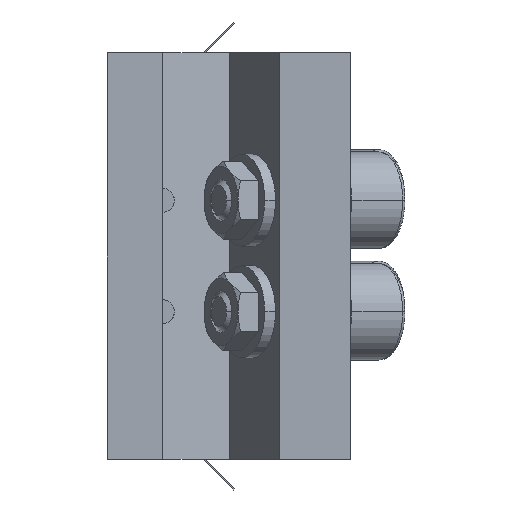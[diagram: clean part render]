
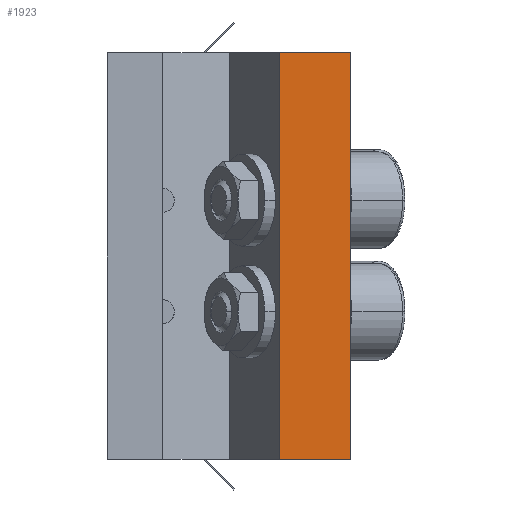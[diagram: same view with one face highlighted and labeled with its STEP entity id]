
A CAD part, left-side view. The second image highlights one B-rep face of the part: STEP entity #1923.
In plain terms, the highlighted planar face has unit normal (-1, 0, 0).
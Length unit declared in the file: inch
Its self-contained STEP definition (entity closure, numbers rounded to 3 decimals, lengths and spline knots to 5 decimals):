
#92 = PLANE ( 'NONE',  #9782 ) ;
#106 = CARTESIAN_POINT ( 'NONE',  ( -1.375, 0.06417, 1.3125 ) ) ;
#164 = ORIENTED_EDGE ( 'NONE', *, *, #9483, .F. ) ;
#493 = EDGE_LOOP ( 'NONE', ( #5665, #164, #2520, #14833 ) ) ;
#1223 = VERTEX_POINT ( 'NONE', #6249 ) ;
#1345 = LINE ( 'NONE', #8314, #11820 ) ;
#1923 = ADVANCED_FACE ( 'NONE', ( #12204 ), #92, .T. ) ;
#2209 = LINE ( 'NONE', #8842, #4926 ) ;
#2520 = ORIENTED_EDGE ( 'NONE', *, *, #16605, .T. ) ;
#3138 = VERTEX_POINT ( 'NONE', #7088 ) ;
#4926 = VECTOR ( 'NONE', #10256, 39.37008 ) ;
#5493 = CARTESIAN_POINT ( 'NONE',  ( -1.375, 0.06417, -1.3125 ) ) ;
#5665 = ORIENTED_EDGE ( 'NONE', *, *, #11517, .F. ) ;
#6061 = CARTESIAN_POINT ( 'NONE',  ( -1.375, -0.393, 1.3125 ) ) ;
#6249 = CARTESIAN_POINT ( 'NONE',  ( -1.375, -0.393, -1.3125 ) ) ;
#6693 = VERTEX_POINT ( 'NONE', #6061 ) ;
#6738 = DIRECTION ( 'NONE',  ( 0., 0., 1. ) ) ;
#7088 = CARTESIAN_POINT ( 'NONE',  ( -1.375, 0.06417, 1.3125 ) ) ;
#7449 = CARTESIAN_POINT ( 'NONE',  ( -1.375, 0.06417, -1.3125 ) ) ;
#7740 = CARTESIAN_POINT ( 'NONE',  ( -1.375, 0.06417, -1.3125 ) ) ;
#7915 = LINE ( 'NONE', #7740, #14379 ) ;
#8314 = CARTESIAN_POINT ( 'NONE',  ( -1.375, -0.393, -1.3125 ) ) ;
#8842 = CARTESIAN_POINT ( 'NONE',  ( -1.375, 0.06417, -1.3125 ) ) ;
#9004 = VERTEX_POINT ( 'NONE', #7449 ) ;
#9483 = EDGE_CURVE ( 'NONE', #9004, #3138, #2209, .T. ) ;
#9560 = DIRECTION ( 'NONE',  ( -1., 0., 0. ) ) ;
#9782 = AXIS2_PLACEMENT_3D ( 'NONE', #5493, #9560, #14949 ) ;
#10256 = DIRECTION ( 'NONE',  ( 0., 0., 1. ) ) ;
#10727 = DIRECTION ( 'NONE',  ( 0., -1., 0. ) ) ;
#11517 = EDGE_CURVE ( 'NONE', #3138, #6693, #12215, .T. ) ;
#11820 = VECTOR ( 'NONE', #6738, 39.37008 ) ;
#12204 = FACE_OUTER_BOUND ( 'NONE', #493, .T. ) ;
#12215 = LINE ( 'NONE', #106, #16853 ) ;
#14379 = VECTOR ( 'NONE', #17271, 39.37008 ) ;
#14833 = ORIENTED_EDGE ( 'NONE', *, *, #15939, .T. ) ;
#14949 = DIRECTION ( 'NONE',  ( 0., 0., 1. ) ) ;
#15939 = EDGE_CURVE ( 'NONE', #1223, #6693, #1345, .T. ) ;
#16605 = EDGE_CURVE ( 'NONE', #9004, #1223, #7915, .T. ) ;
#16853 = VECTOR ( 'NONE', #10727, 39.37008 ) ;
#17271 = DIRECTION ( 'NONE',  ( 0., -1., 0. ) ) ;
